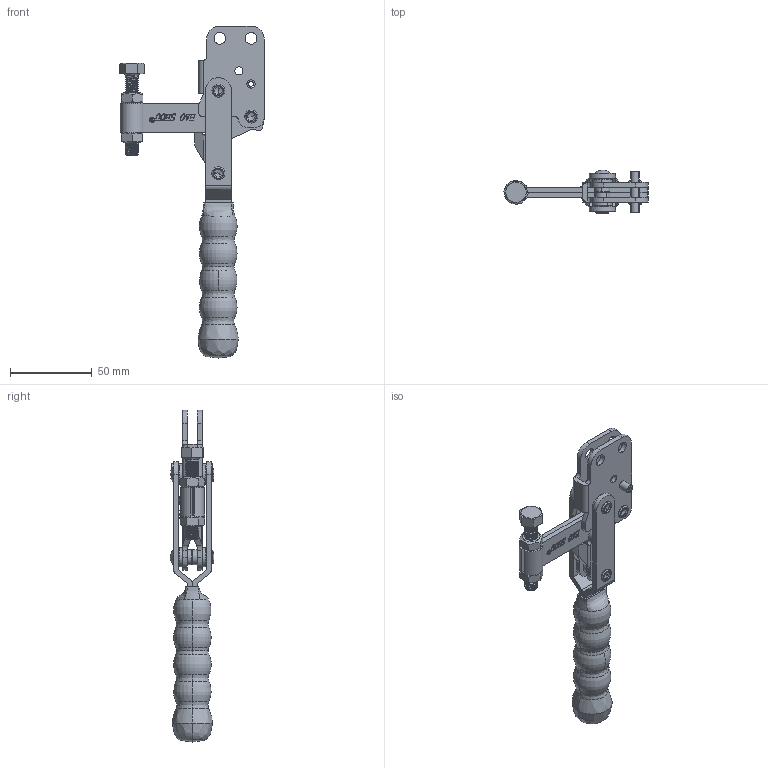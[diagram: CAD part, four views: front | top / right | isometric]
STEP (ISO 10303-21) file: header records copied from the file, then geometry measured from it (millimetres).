
FILE_DESCRIPTION (( 'STEP AP203' ), '1' );
FILE_NAME ('HS-12501-C.STEP', '2019-09-26T00:27:18', ( '微软用户' ), ( '微软中国' ), 'SwSTEP 2.0', 'SolidWorks 2012', '' );
FILE_SCHEMA (( 'CONFIG_CONTROL_DESIGN' ));
Length unit declared in the file: millimetre
Products named in the file (19): HS-12501-C; PRT0081_; PRT0080_; PRT0079_; PRT0078_; PRT0077_; HS-12501-C-02_BAR__ASM; PRT0076_; ____1-12092_; PRT0075_; ASM0014__ASM; ____1-21594_; PRT0074_; PRT0073_; ASM0013__ASM; PRT0072_; ____1-13746_; PRT0071_; PRT0070_
Assembly tree (25 placements, depth 3):
  HS-12501-C
    PRT0070_  x4
    PRT0071_
    ASM0013__ASM
      ____1-13746_
      PRT0072_
    PRT0073_  x2
    ASM0014__ASM
      PRT0074_
      ____1-21594_
    PRT0075_  x2
    HS-12501-C-02_BAR__ASM
      ____1-12092_
      PRT0076_
    PRT0077_  x2
    PRT0078_
    PRT0079_
    PRT0080_
    PRT0081_  x2
Bounding box: 88.26 x 26.49 x 202.69 mm (x, y, z)
Volume: 74697.2 mm3; surface area: 53454.9 mm2
Topology: 22 solids, 22 shells, 1890 faces, 4692 edges, 2864 vertices
Faces by surface type: plane 1051, cylinder 605, bspline 163, cone 63, torus 8
Entity records: 68264 total; most frequent: CARTESIAN_POINT 36163, ORIENTED_EDGE 6448, DIRECTION 5897, EDGE_CURVE 3224, VERTEX_POINT 2022, AXIS2_PLACEMENT_3D 2013, LINE 1871, VECTOR 1871
